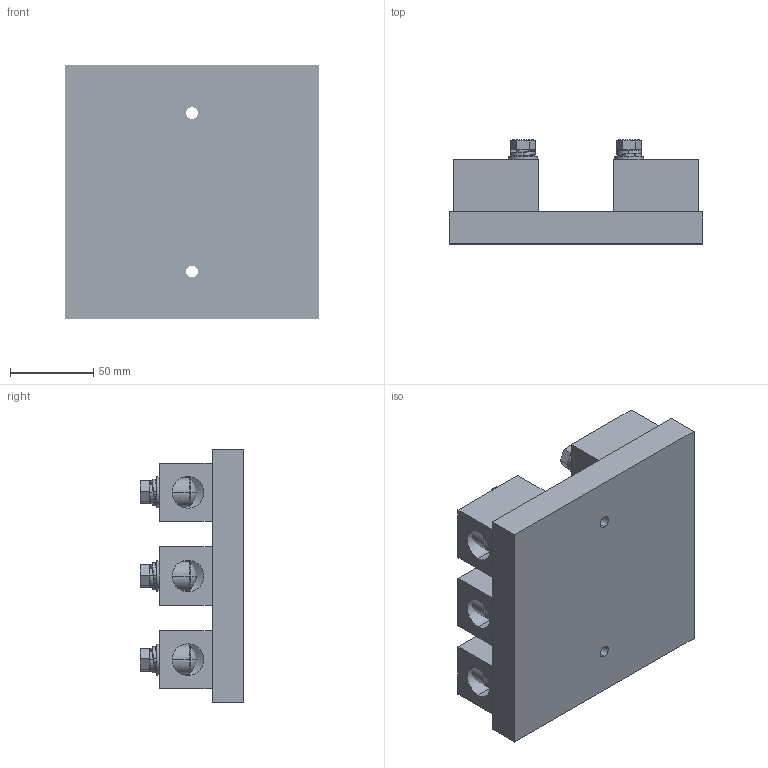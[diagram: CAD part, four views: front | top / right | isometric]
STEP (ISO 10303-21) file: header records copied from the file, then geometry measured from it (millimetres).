
FILE_DESCRIPTION (( 'STEP AP214' ), '1' );
FILE_NAME ('700266rev-.STEP', '2017-07-07T19:25:05', ( '' ), ( '' ), 'SwSTEP 2.0', 'SolidWorks 2016', '' );
FILE_SCHEMA (( 'AUTOMOTIVE_DESIGN' ));
Length unit declared in the file: inch
Products named in the file (1): 700266rev-
Bounding box: 152.4 x 62.28 x 152.4 mm (x, y, z)
Volume: 727005.1 mm3; surface area: 171751.8 mm2
Topology: 43 solids, 43 shells, 1666 faces, 4404 edges, 2790 vertices
Faces by surface type: cylinder 1028, cone 300, plane 218, torus 84, bspline 36
Entity records: 94006 total; most frequent: CARTESIAN_POINT 35135, ORIENTED_EDGE 8688, DIRECTION 6710, EDGE_CURVE 4344, VERTEX_POINT 2790, AXIS2_PLACEMENT_3D 2595, EDGE_LOOP 1780, DIMENSIONAL_EXPONENTS 1711
